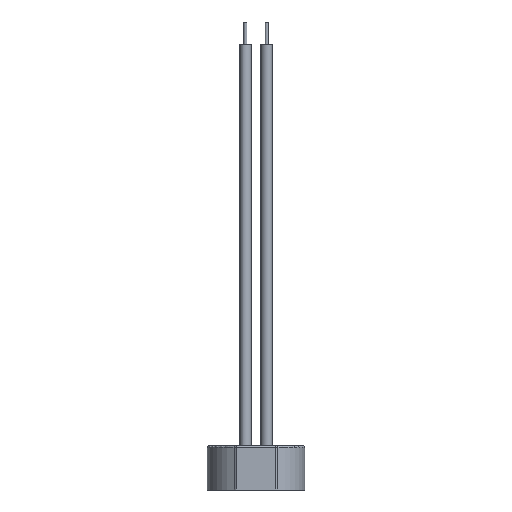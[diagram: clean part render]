
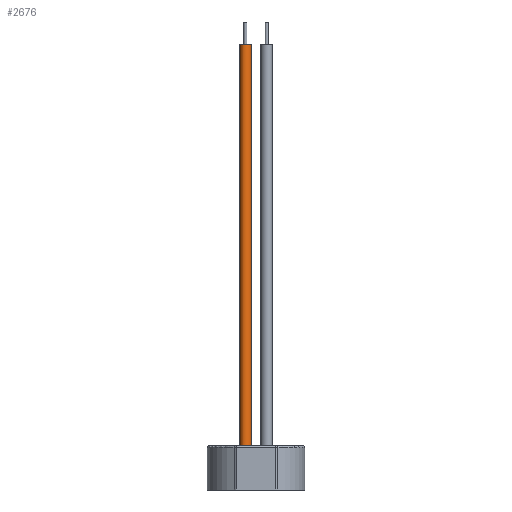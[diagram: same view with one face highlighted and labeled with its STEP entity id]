
A CAD part, front view. The second image highlights one B-rep face of the part: STEP entity #2676.
In plain terms, the highlighted cylindrical face has radius 0.991 mm (diameter 1.981 mm), a partial arc.
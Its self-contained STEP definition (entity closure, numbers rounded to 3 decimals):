
#265 = DIRECTION ( 'NONE',  ( -1., 0., 0. ) ) ;
#2365 = EDGE_CURVE ( 'NONE', #18973, #15336, #14889, .T. ) ;
#2676 = ADVANCED_FACE ( 'NONE', ( #17259 ), #12893, .T. ) ;
#2890 = VECTOR ( 'NONE', #11821, 1000. ) ;
#3757 = VERTEX_POINT ( 'NONE', #20394 ) ;
#4428 = AXIS2_PLACEMENT_3D ( 'NONE', #9329, #20304, #16449 ) ;
#4618 = AXIS2_PLACEMENT_3D ( 'NONE', #11595, #17179, #4671 ) ;
#4671 = DIRECTION ( 'NONE',  ( 1., 0., 0. ) ) ;
#4727 = LINE ( 'NONE', #8014, #9969 ) ;
#6263 = DIRECTION ( 'NONE',  ( 0., 0., -1. ) ) ;
#6359 = ORIENTED_EDGE ( 'NONE', *, *, #11548, .T. ) ;
#6763 = CARTESIAN_POINT ( 'NONE',  ( -0.884, -11.7, 71. ) ) ;
#8014 = CARTESIAN_POINT ( 'NONE',  ( -2.866, -11.7, 71. ) ) ;
#8383 = EDGE_CURVE ( 'NONE', #3757, #14584, #13213, .T. ) ;
#9329 = CARTESIAN_POINT ( 'NONE',  ( -1.875, -11.7, 0. ) ) ;
#9969 = VECTOR ( 'NONE', #6263, 1000. ) ;
#11150 = CARTESIAN_POINT ( 'NONE',  ( -1.875, -11.7, 71. ) ) ;
#11548 = EDGE_CURVE ( 'NONE', #3757, #18973, #4727, .T. ) ;
#11595 = CARTESIAN_POINT ( 'NONE',  ( -1.875, -11.7, 71. ) ) ;
#11821 = DIRECTION ( 'NONE',  ( 0., 0., -1. ) ) ;
#12521 = EDGE_LOOP ( 'NONE', ( #16681, #15670, #6359, #13847 ) ) ;
#12767 = AXIS2_PLACEMENT_3D ( 'NONE', #11150, #21639, #265 ) ;
#12893 = CYLINDRICAL_SURFACE ( 'NONE', #12767, 0.991 ) ;
#13213 = CIRCLE ( 'NONE', #4618, 0.991 ) ;
#13418 = EDGE_CURVE ( 'NONE', #14584, #15336, #15326, .T. ) ;
#13847 = ORIENTED_EDGE ( 'NONE', *, *, #2365, .T. ) ;
#14009 = CARTESIAN_POINT ( 'NONE',  ( -0.884, -11.7, 0. ) ) ;
#14219 = CARTESIAN_POINT ( 'NONE',  ( -0.884, -11.7, 71. ) ) ;
#14584 = VERTEX_POINT ( 'NONE', #14219 ) ;
#14889 = CIRCLE ( 'NONE', #4428, 0.991 ) ;
#15326 = LINE ( 'NONE', #6763, #2890 ) ;
#15336 = VERTEX_POINT ( 'NONE', #14009 ) ;
#15670 = ORIENTED_EDGE ( 'NONE', *, *, #8383, .F. ) ;
#16449 = DIRECTION ( 'NONE',  ( 1., 0., 0. ) ) ;
#16681 = ORIENTED_EDGE ( 'NONE', *, *, #13418, .F. ) ;
#17179 = DIRECTION ( 'NONE',  ( 0., 0., 1. ) ) ;
#17259 = FACE_OUTER_BOUND ( 'NONE', #12521, .T. ) ;
#17575 = CARTESIAN_POINT ( 'NONE',  ( -2.866, -11.7, 0. ) ) ;
#18973 = VERTEX_POINT ( 'NONE', #17575 ) ;
#20304 = DIRECTION ( 'NONE',  ( 0., 0., 1. ) ) ;
#20394 = CARTESIAN_POINT ( 'NONE',  ( -2.866, -11.7, 71. ) ) ;
#21639 = DIRECTION ( 'NONE',  ( 0., 0., -1. ) ) ;
